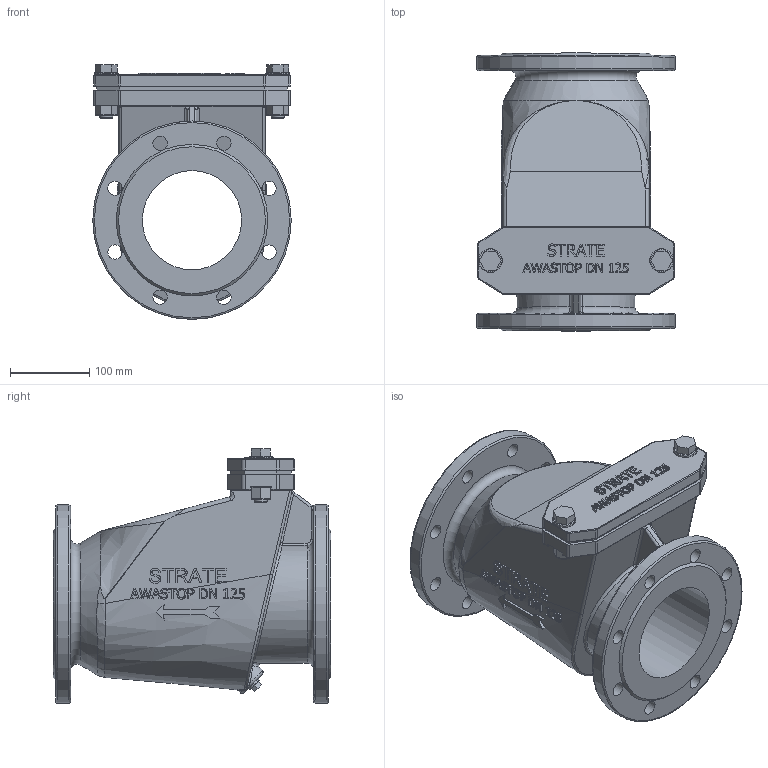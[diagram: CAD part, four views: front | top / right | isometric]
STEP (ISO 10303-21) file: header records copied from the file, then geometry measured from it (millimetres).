
FILE_DESCRIPTION(/* description */ (''),/* implementation_level */ '2;1');
FILE_NAME(/* name */ 'Awastop DN 125.stp',/* time_stamp */ '2019-08-14T12:57:35+02:00',/* author */ ('aunrein'),/* organization */ (''),/* preprocessor_version */ 'ST-DEVELOPER v16.13',/* originating_system */ 'Autodesk Inventor 2018',/* authorisation */ '');
FILE_SCHEMA (('AUTOMOTIVE_DESIGN { 1 0 10303 214 3 1 1 }'));
Products named in the file (1): Awastop_DN125_dummy
Bounding box: 250 x 350 x 321 mm (x, y, z)
Volume: 8227842.1 mm3; surface area: 597332.1 mm2
Topology: 1 solids, 1 shells, 1141 faces, 3394 edges, 2324 vertices
Faces by surface type: plane 630, bspline 334, cylinder 120, torus 45, sphere 10, cone 2
Full cylindrical faces by diameter (mm): 16 x2, 17 x1, 18 x16, 30 x2, 125 x1, 250 x2
Entity records: 53550 total; most frequent: CARTESIAN_POINT 25327, ORIENTED_EDGE 6664, DIRECTION 4485, EDGE_CURVE 3332, VERTEX_POINT 2303, LINE 1933, VECTOR 1933, EDGE_LOOP 1281
